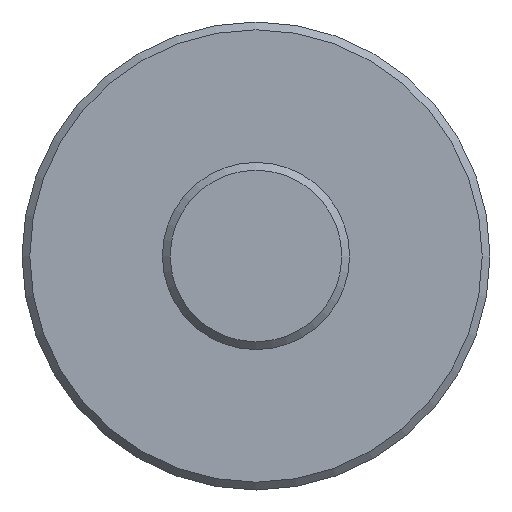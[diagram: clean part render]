
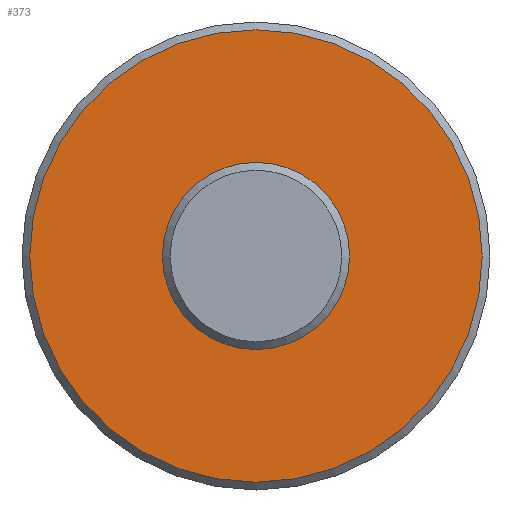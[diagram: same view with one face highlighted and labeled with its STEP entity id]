
A CAD part, left-side view. The second image highlights one B-rep face of the part: STEP entity #373.
In plain terms, the highlighted planar face has unit normal (-1, 0, 0).
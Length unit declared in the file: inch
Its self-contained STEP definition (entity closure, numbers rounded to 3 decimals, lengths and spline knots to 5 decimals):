
#21=FACE_BOUND('',#82,.T.);
#27=PLANE('',#436);
#53=FACE_OUTER_BOUND('',#81,.T.);
#81=EDGE_LOOP('',(#293));
#82=EDGE_LOOP('',(#294));
#149=CIRCLE('',#431,1.14173);
#150=CIRCLE('',#433,0.47244);
#182=VERTEX_POINT('',#645);
#183=VERTEX_POINT('',#649);
#221=EDGE_CURVE('',#182,#182,#149,.T.);
#223=EDGE_CURVE('',#183,#183,#150,.T.);
#293=ORIENTED_EDGE('',*,*,#221,.F.);
#294=ORIENTED_EDGE('',*,*,#223,.T.);
#373=ADVANCED_FACE('',(#53,#21),#27,.F.);
#431=AXIS2_PLACEMENT_3D('',#647,#515,#516);
#433=AXIS2_PLACEMENT_3D('',#651,#520,#521);
#436=AXIS2_PLACEMENT_3D('',#654,#526,#527);
#515=DIRECTION('center_axis',(1.,0.,0.));
#516=DIRECTION('ref_axis',(0.,0.,-1.));
#520=DIRECTION('center_axis',(1.,0.,0.));
#521=DIRECTION('ref_axis',(0.,0.,1.));
#526=DIRECTION('center_axis',(1.,0.,0.));
#527=DIRECTION('ref_axis',(0.,0.,-1.));
#645=CARTESIAN_POINT('',(8.26772,-2.75591,5.79724));
#647=CARTESIAN_POINT('Origin',(8.26772,-2.75591,4.65551));
#649=CARTESIAN_POINT('',(8.26772,-2.75591,4.18307));
#651=CARTESIAN_POINT('Origin',(8.26772,-2.75591,4.65551));
#654=CARTESIAN_POINT('Origin',(8.26772,-2.75591,4.65551));
